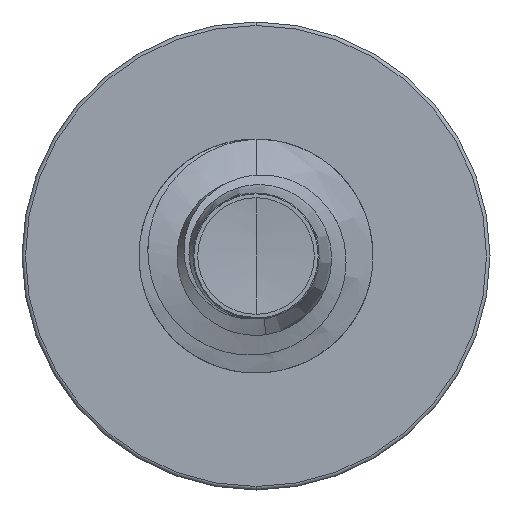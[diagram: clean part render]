
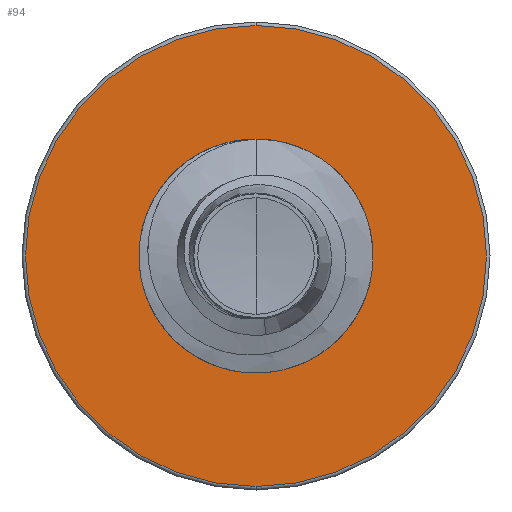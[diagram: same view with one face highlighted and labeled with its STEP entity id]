
A CAD part, front view. The second image highlights one B-rep face of the part: STEP entity #94.
In plain terms, the highlighted planar face has unit normal (0, -1, 0).
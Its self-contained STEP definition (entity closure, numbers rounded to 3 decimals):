
#67 = EDGE_CURVE ( 'NONE', #9618, #8960, #5539, .T. ) ;
#94 = ADVANCED_FACE ( 'NONE', ( #5613, #5389 ), #14351, .F. ) ;
#190 = CIRCLE ( 'NONE', #15584, 4.925 ) ;
#773 = AXIS2_PLACEMENT_3D ( 'NONE', #2030, #1805, #1862 ) ;
#808 = DIRECTION ( 'NONE',  ( 0., 1., 0. ) ) ;
#842 = EDGE_CURVE ( 'NONE', #3403, #16124, #4792, .T. ) ;
#891 = DIRECTION ( 'NONE',  ( 0., 0., 1. ) ) ;
#1006 = CIRCLE ( 'NONE', #11760, 2.165 ) ;
#1431 = CARTESIAN_POINT ( 'NONE',  ( 0., 16., 4.925 ) ) ;
#1805 = DIRECTION ( 'NONE',  ( 0., 1., 0. ) ) ;
#1862 = DIRECTION ( 'NONE',  ( 0., 0., 1. ) ) ;
#2030 = CARTESIAN_POINT ( 'NONE',  ( 0., 16., 0. ) ) ;
#2575 = CARTESIAN_POINT ( 'NONE',  ( 0., 16., 0. ) ) ;
#2848 = ORIENTED_EDGE ( 'NONE', *, *, #67, .T. ) ;
#3403 = VERTEX_POINT ( 'NONE', #1431 ) ;
#4264 = DIRECTION ( 'NONE',  ( 0., 1., 0. ) ) ;
#4792 = CIRCLE ( 'NONE', #773, 4.925 ) ;
#5389 = FACE_BOUND ( 'NONE', #7523, .T. ) ;
#5539 = CIRCLE ( 'NONE', #8387, 2.165 ) ;
#5613 = FACE_OUTER_BOUND ( 'NONE', #11365, .T. ) ;
#7523 = EDGE_LOOP ( 'NONE', ( #8519, #2848 ) ) ;
#8387 = AXIS2_PLACEMENT_3D ( 'NONE', #2575, #14515, #891 ) ;
#8519 = ORIENTED_EDGE ( 'NONE', *, *, #10829, .T. ) ;
#8910 = CARTESIAN_POINT ( 'NONE',  ( 0., 16., 0. ) ) ;
#8960 = VERTEX_POINT ( 'NONE', #17412 ) ;
#9457 = DIRECTION ( 'NONE',  ( 0., 0., 1. ) ) ;
#9505 = ORIENTED_EDGE ( 'NONE', *, *, #842, .F. ) ;
#9618 = VERTEX_POINT ( 'NONE', #14693 ) ;
#10272 = DIRECTION ( 'NONE',  ( 0., 0., 1. ) ) ;
#10829 = EDGE_CURVE ( 'NONE', #8960, #9618, #1006, .T. ) ;
#11077 = AXIS2_PLACEMENT_3D ( 'NONE', #14021, #13564, #9457 ) ;
#11365 = EDGE_LOOP ( 'NONE', ( #9505, #16341 ) ) ;
#11760 = AXIS2_PLACEMENT_3D ( 'NONE', #12382, #4264, #13710 ) ;
#12382 = CARTESIAN_POINT ( 'NONE',  ( 0., 16., 0. ) ) ;
#13564 = DIRECTION ( 'NONE',  ( 0., 1., 0. ) ) ;
#13710 = DIRECTION ( 'NONE',  ( 0., 0., 1. ) ) ;
#14021 = CARTESIAN_POINT ( 'NONE',  ( 0., 16., -2.165 ) ) ;
#14351 = PLANE ( 'NONE',  #11077 ) ;
#14515 = DIRECTION ( 'NONE',  ( 0., 1., 0. ) ) ;
#14612 = EDGE_CURVE ( 'NONE', #16124, #3403, #190, .T. ) ;
#14693 = CARTESIAN_POINT ( 'NONE',  ( 0., 16., -2.165 ) ) ;
#15584 = AXIS2_PLACEMENT_3D ( 'NONE', #8910, #808, #10272 ) ;
#16124 = VERTEX_POINT ( 'NONE', #16803 ) ;
#16341 = ORIENTED_EDGE ( 'NONE', *, *, #14612, .F. ) ;
#16803 = CARTESIAN_POINT ( 'NONE',  ( 0., 16., -4.925 ) ) ;
#17412 = CARTESIAN_POINT ( 'NONE',  ( 0., 16., 2.165 ) ) ;
